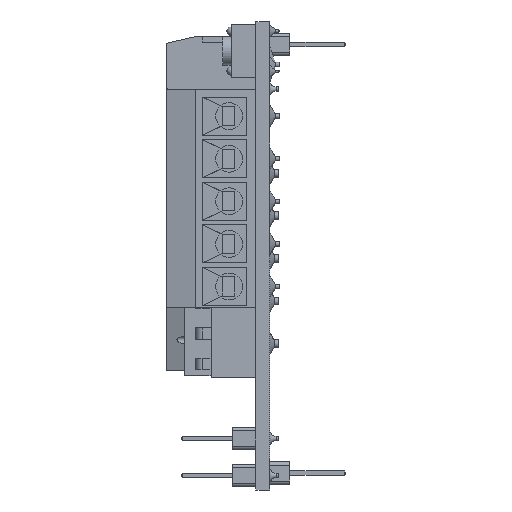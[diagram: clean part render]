
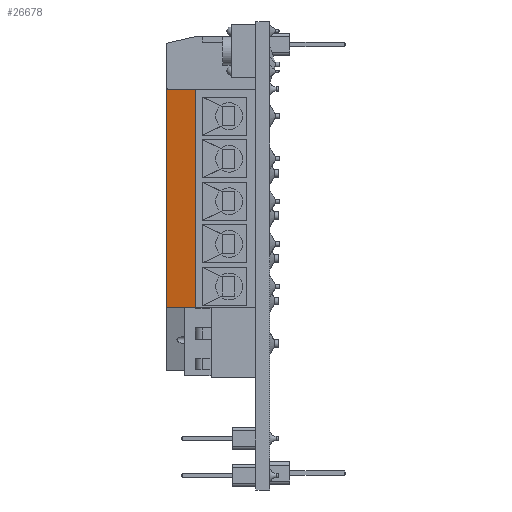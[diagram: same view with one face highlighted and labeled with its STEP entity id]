
A CAD part, left-side view. The second image highlights one B-rep face of the part: STEP entity #26678.
In plain terms, the highlighted planar face has unit normal (-0.974, 0.225, 0).
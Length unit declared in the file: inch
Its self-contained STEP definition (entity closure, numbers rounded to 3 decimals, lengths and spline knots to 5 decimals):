
#1357=PLANE($,#28990);
#3801=LINE($,#46405,#6250);
#3802=LINE($,#46407,#6251);
#3803=LINE($,#46409,#6252);
#3804=LINE($,#46410,#6253);
#6250=VECTOR($,#36012,0.13342);
#6251=VECTOR($,#36013,0.975);
#6252=VECTOR($,#36014,0.13342);
#6253=VECTOR($,#36015,0.975);
#8545=FACE_OUTER_BOUND($,#10481,.T.);
#10481=EDGE_LOOP($,(#23681,#23682,#23683,#23684));
#13582=VERTEX_POINT($,#46403);
#13583=VERTEX_POINT($,#46404);
#13584=VERTEX_POINT($,#46406);
#13585=VERTEX_POINT($,#46408);
#16977=EDGE_CURVE($,#13582,#13583,#3801,.T.);
#16978=EDGE_CURVE($,#13584,#13582,#3802,.T.);
#16979=EDGE_CURVE($,#13585,#13584,#3803,.T.);
#16980=EDGE_CURVE($,#13583,#13585,#3804,.T.);
#23681=ORIENTED_EDGE($,*,*,#16977,.F.);
#23682=ORIENTED_EDGE($,*,*,#16978,.F.);
#23683=ORIENTED_EDGE($,*,*,#16979,.F.);
#23684=ORIENTED_EDGE($,*,*,#16980,.F.);
#26678=ADVANCED_FACE($,(#8545),#1357,.F.);
#28990=AXIS2_PLACEMENT_3D($,#46402,#36010,#36011);
#36010=DIRECTION('center_axis',(0.974,-0.225,0.));
#36011=DIRECTION('ref_axis',(-0.225,-0.974,0.));
#36012=DIRECTION($,(0.225,0.974,0.));
#36013=DIRECTION($,(0.,0.,-1.));
#36014=DIRECTION($,(-0.225,-0.974,0.));
#36015=DIRECTION($,(0.,0.,1.));
#46402=CARTESIAN_POINT('Origin',(-2.58,0.461,1.788));
#46403=CARTESIAN_POINT('',(-2.61,0.331,0.813));
#46404=CARTESIAN_POINT('',(-2.58,0.461,0.813));
#46405=CARTESIAN_POINT($,(-2.61722,0.29971,0.813));
#46406=CARTESIAN_POINT('',(-2.61,0.331,1.788));
#46407=CARTESIAN_POINT($,(-2.61,0.331,1.3005));
#46408=CARTESIAN_POINT('',(-2.58,0.461,1.788));
#46409=CARTESIAN_POINT($,(-2.62458,0.26783,1.788));
#46410=CARTESIAN_POINT($,(-2.58,0.461,1.54425));
